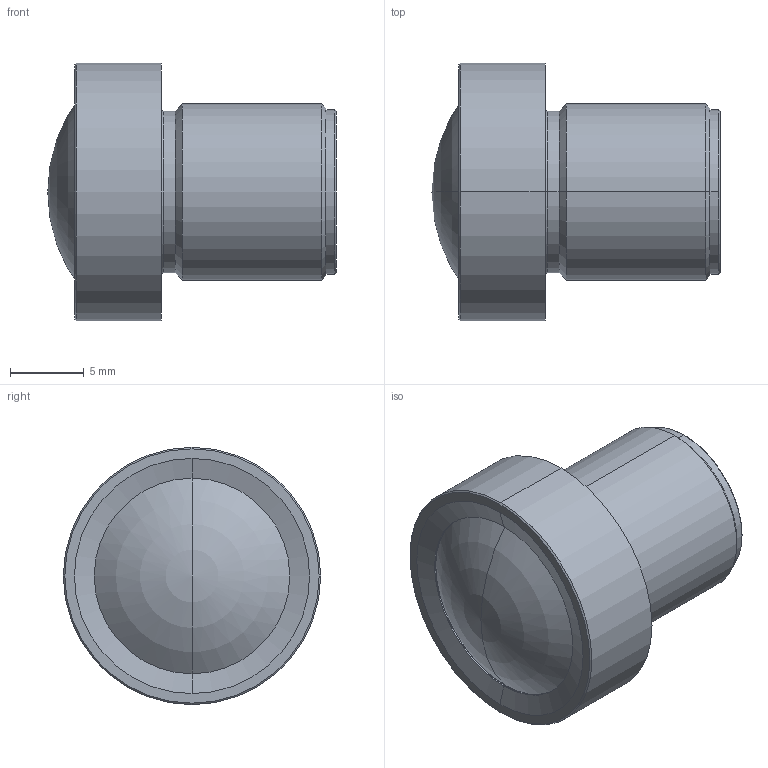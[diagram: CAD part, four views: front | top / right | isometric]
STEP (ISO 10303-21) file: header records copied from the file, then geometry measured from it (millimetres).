
FILE_DESCRIPTION(('FreeCAD Model'),'2;1');
FILE_NAME('Open CASCADE Shape Model','2025-01-22T16:00:20',(''),(''), 'Open CASCADE STEP processor 7.8','FreeCAD','Unknown');
FILE_SCHEMA(('AUTOMOTIVE_DESIGN { 1 0 10303 214 1 1 1 1 }'));
Length unit declared in the file: millimetre
Products named in the file (1): VA-LM12-16MP-03MM-F2.5-023
Bounding box: 19.62 x 17.5 x 17.5 mm (x, y, z)
Volume: 2768.7 mm3; surface area: 1363.9 mm2
Topology: 1 solids, 1 shells, 45 faces, 90 edges, 51 vertices
Faces by surface type: cone 18, cylinder 14, plane 7, torus 4, sphere 2
Entity records: 1176 total; most frequent: DIRECTION 236, CARTESIAN_POINT 185, ORIENTED_EDGE 176, AXIS2_PLACEMENT_3D 102, EDGE_CURVE 88, CIRCLE 56, FACE_BOUND 51, EDGE_LOOP 51
